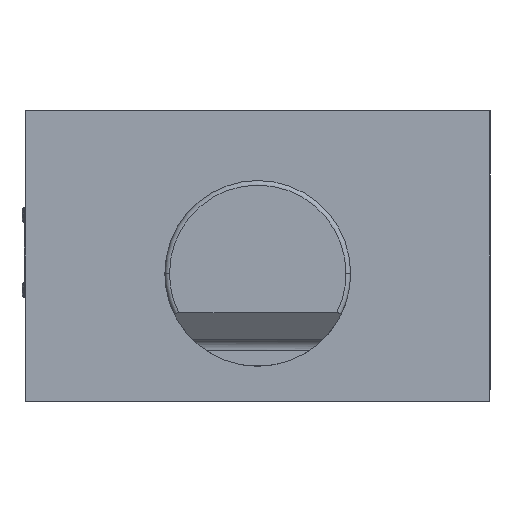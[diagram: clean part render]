
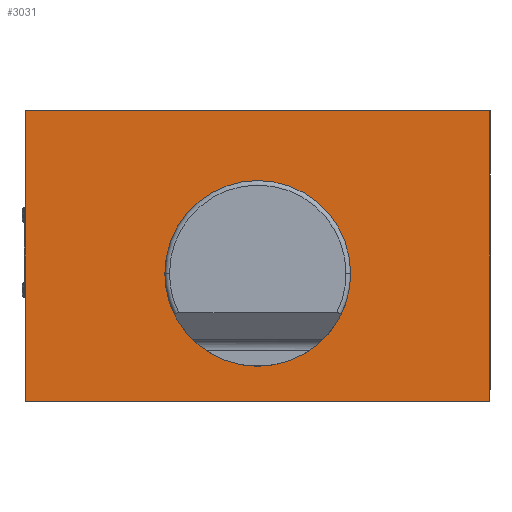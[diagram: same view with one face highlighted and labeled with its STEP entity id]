
A CAD part, front view. The second image highlights one B-rep face of the part: STEP entity #3031.
In plain terms, the highlighted planar face has unit normal (0, -1, 0).
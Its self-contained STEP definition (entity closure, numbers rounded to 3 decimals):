
#3031=ADVANCED_FACE('',(#6508,#6509),#6510,.F.);
#6508=FACE_BOUND('',#10673,.T.);
#6509=FACE_OUTER_BOUND('',#10674,.T.);
#6510=PLANE('',#10675);
#10673=EDGE_LOOP('',(#19526,#19527));
#10674=EDGE_LOOP('',(#19528,#19529,#19530,#19531));
#10675=AXIS2_PLACEMENT_3D('',#19532,#19533,#19534);
#19526=ORIENTED_EDGE('',*,*,#26026,.T.);
#19527=ORIENTED_EDGE('',*,*,#26238,.T.);
#19528=ORIENTED_EDGE('',*,*,#26218,.T.);
#19529=ORIENTED_EDGE('',*,*,#26280,.F.);
#19530=ORIENTED_EDGE('',*,*,#26283,.F.);
#19531=ORIENTED_EDGE('',*,*,#26277,.F.);
#19532=CARTESIAN_POINT('',(100.0,0.,62.5));
#19533=DIRECTION('',(0.0,1.0,0.0));
#19534=DIRECTION('',(0.0,0.0,1.0));
#26026=EDGE_CURVE('',#31453,#31450,#31454,.T.);
#26218=EDGE_CURVE('',#31735,#31733,#31736,.T.);
#26238=EDGE_CURVE('',#31450,#31453,#31756,.T.);
#26277=EDGE_CURVE('',#31735,#31795,#31796,.T.);
#26280=EDGE_CURVE('',#31799,#31733,#31800,.T.);
#26283=EDGE_CURVE('',#31795,#31799,#31803,.T.);
#31450=VERTEX_POINT('',#39584);
#31453=VERTEX_POINT('',#39588);
#31454=CIRCLE('',#39589,40.0);
#31733=VERTEX_POINT('',#39996);
#31735=VERTEX_POINT('',#39999);
#31736=LINE('',#40000,#40001);
#31756=CIRCLE('',#40022,40.0);
#31795=VERTEX_POINT('',#40061);
#31796=LINE('',#40062,#40063);
#31799=VERTEX_POINT('',#40067);
#31800=LINE('',#40068,#40069);
#31803=LINE('',#40073,#40074);
#39584=CARTESIAN_POINT('',(140.0,0.,55.));
#39588=CARTESIAN_POINT('',(60.,0.,55.));
#39589=AXIS2_PLACEMENT_3D('',#46245,#46246,#46247);
#39996=CARTESIAN_POINT('',(0.,0.,0.));
#39999=CARTESIAN_POINT('',(0.,0.,125.0));
#40000=CARTESIAN_POINT('',(0.,0.,62.5));
#40001=VECTOR('',#46514,1.0);
#40022=AXIS2_PLACEMENT_3D('',#46540,#46541,#46542);
#40061=CARTESIAN_POINT('',(200.0,0.,125.0));
#40062=CARTESIAN_POINT('',(100.0,0.,125.0));
#40063=VECTOR('',#46603,1.0);
#40067=CARTESIAN_POINT('',(200.0,0.,0.));
#40068=CARTESIAN_POINT('',(100.0,0.,0.));
#40069=VECTOR('',#46605,1.0);
#40073=CARTESIAN_POINT('',(200.0,0.,62.5));
#40074=VECTOR('',#46607,1.0);
#46245=CARTESIAN_POINT('',(100.0,0.,55.));
#46246=DIRECTION('',(-0.0,1.0,0.0));
#46247=DIRECTION('',(1.0,0.0,0.0));
#46514=DIRECTION('',(0.0,0.0,-1.0));
#46540=CARTESIAN_POINT('',(100.0,0.,55.));
#46541=DIRECTION('',(-0.0,1.0,0.0));
#46542=DIRECTION('',(1.0,0.0,0.0));
#46603=DIRECTION('',(1.0,0.0,0.0));
#46605=DIRECTION('',(-1.0,0.0,0.0));
#46607=DIRECTION('',(0.0,0.0,-1.0));
